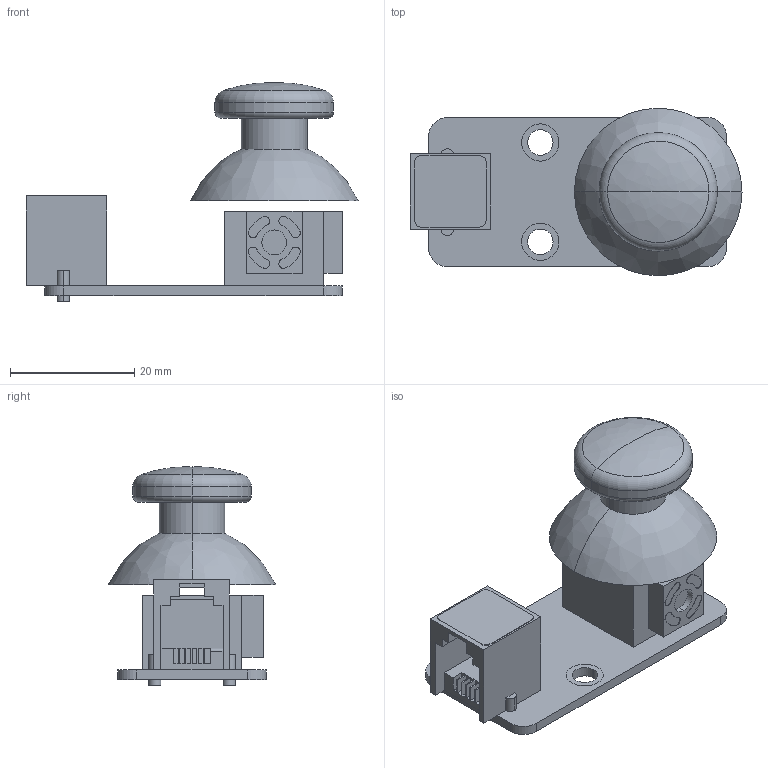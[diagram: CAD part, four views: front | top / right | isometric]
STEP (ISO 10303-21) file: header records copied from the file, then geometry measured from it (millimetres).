
FILE_DESCRIPTION (( 'STEP AP214' ), '1' );
FILE_NAME ('Me Joystick V1.1.step', '2016-10-28T06:58:52', ( 'dell' ), ( '' ), 'SwSTEP 2.0', 'SolidWorks 2013', '' );
FILE_SCHEMA (( 'AUTOMOTIVE_DESIGN' ));
Length unit declared in the file: millimetre
Products named in the file (1): Me Joystick V1.1
Bounding box: 53.5 x 27 x 35.24 mm (x, y, z)
Surface area: 7354.9 mm2 (no closed solid volume)
Topology: 0 solids, 4 shells, 178 faces, 508 edges, 341 vertices
Faces by surface type: plane 97, cylinder 73, bspline 4, torus 4
Entity records: 7840 total; most frequent: CARTESIAN_POINT 1098, DIRECTION 1024, ORIENTED_EDGE 934, EDGE_CURVE 506, AXIS2_PLACEMENT_3D 347, VERTEX_POINT 341, LINE 330, VECTOR 330
